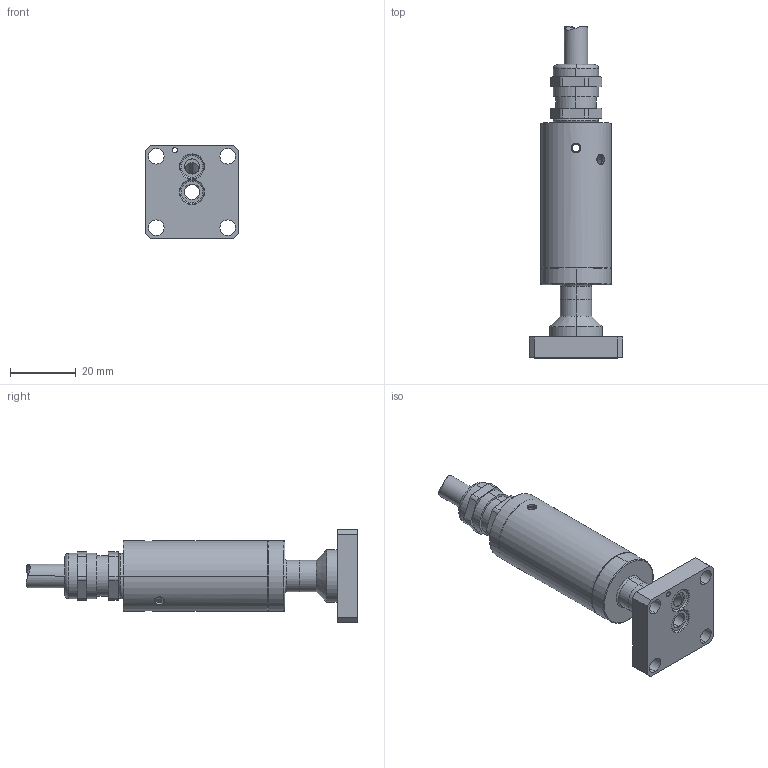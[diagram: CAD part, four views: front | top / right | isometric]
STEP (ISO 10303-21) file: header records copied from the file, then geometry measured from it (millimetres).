
FILE_DESCRIPTION (( 'STEP AP203' ), '1' );
FILE_NAME ('GFD-P-CS.STEP', '2020-03-10T17:46:18', ( '' ), ( '' ), 'SwSTEP 2.0', 'SolidWorks 2019', '' );
FILE_SCHEMA (( 'CONFIG_CONTROL_DESIGN' ));
Length unit declared in the file: inch
Products named in the file (2): GFD-P-CS
Bounding box: 28.45 x 100.85 x 28.45 mm (x, y, z)
Surface area: 15301 mm2 (no closed solid volume)
Topology: 0 solids, 8 shells, 298 faces, 760 edges, 485 vertices
Faces by surface type: cylinder 120, plane 94, cone 49, bspline 20, torus 14, sphere 1
Entity records: 10861 total; most frequent: CARTESIAN_POINT 3380, DIRECTION 1567, ORIENTED_EDGE 1514, EDGE_CURVE 759, AXIS2_PLACEMENT_3D 611, VERTEX_POINT 485, EDGE_LOOP 350, LINE 345
